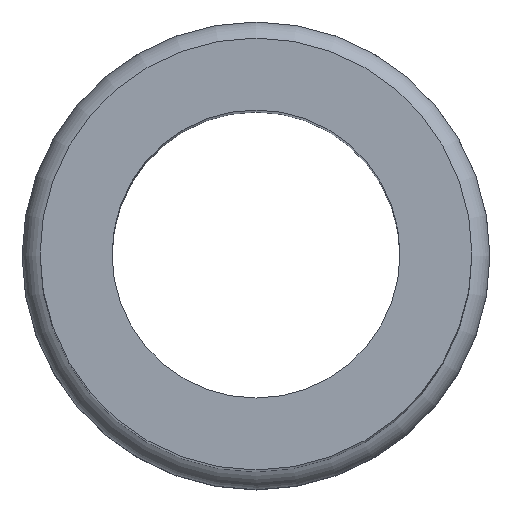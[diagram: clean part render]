
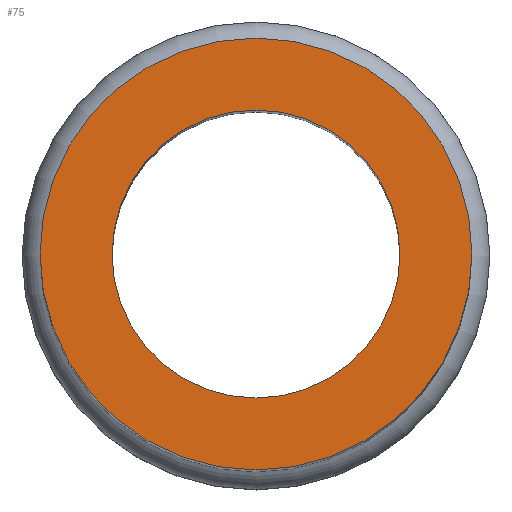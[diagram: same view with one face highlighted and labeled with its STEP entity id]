
A CAD part, top view. The second image highlights one B-rep face of the part: STEP entity #75.
In plain terms, the highlighted planar face has unit normal (0, 0, 1).
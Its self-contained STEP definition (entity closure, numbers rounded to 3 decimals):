
#39=EDGE_CURVE('240[2]',#93,#93,#94,.T.);
#69=EDGE_CURVE('240[2]',#139,#139,#140,.T.);
#75=ADVANCED_FACE('240[2]',(#148,#149),#150,.T.);
#93=VERTEX_POINT('',#159);
#94=CIRCLE('',#160,6.0);
#139=VERTEX_POINT('',#216);
#140=CIRCLE('',#217,4.0);
#148=FACE_OUTER_BOUND('',#227,.T.);
#149=FACE_BOUND('',#228,.T.);
#150=PLANE('',#229);
#159=CARTESIAN_POINT('',(0.,6.0,30.5));
#160=AXIS2_PLACEMENT_3D('',#231,#232,#233);
#216=CARTESIAN_POINT('',(0.,4.,30.5));
#217=AXIS2_PLACEMENT_3D('',#280,#281,#282);
#227=EDGE_LOOP('',(#290));
#228=EDGE_LOOP('',(#291));
#229=AXIS2_PLACEMENT_3D('',#292,#293,#294);
#231=CARTESIAN_POINT('',(0.,0.,30.5));
#232=DIRECTION('',(0.,0.,-1.0));
#233=DIRECTION('',(0.,1.0,0.));
#280=CARTESIAN_POINT('',(0.,0.,30.5));
#281=DIRECTION('',(0.,0.,-1.0));
#282=DIRECTION('',(0.,1.0,0.));
#290=ORIENTED_EDGE('',*,*,#39,.F.);
#291=ORIENTED_EDGE('',*,*,#69,.T.);
#292=CARTESIAN_POINT('',(0.,5.,30.5));
#293=DIRECTION('',(0.,0.,1.0));
#294=DIRECTION('',(0.,-1.0,0.));
